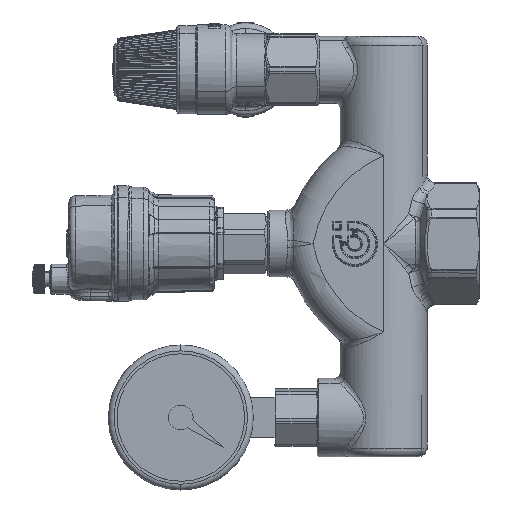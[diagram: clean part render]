
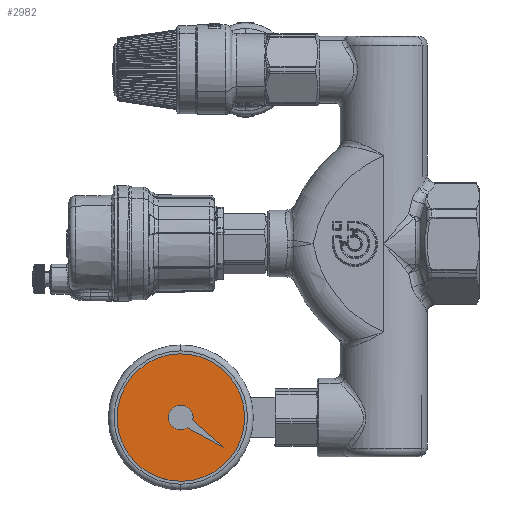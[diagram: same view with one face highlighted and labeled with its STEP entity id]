
A CAD part, left-side view. The second image highlights one B-rep face of the part: STEP entity #2982.
In plain terms, the highlighted planar face has unit normal (-1, 0, -0.002).
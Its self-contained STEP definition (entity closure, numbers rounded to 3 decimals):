
#2092=CARTESIAN_POINT('Vertex',(-14.71,92.481,-40.671)) ;
#2095=CARTESIAN_POINT('Axis2P3D Location',(-14.671,103.039,-59.972)) ;
#2099=CARTESIAN_POINT('Vertex',(-14.632,113.597,-79.272)) ;
#2114=CARTESIAN_POINT('Axis2P3D Location',(-14.671,103.039,-59.972)) ;
#2947=CARTESIAN_POINT('Axis2P3D Location',(-14.671,103.039,-59.972)) ;
#2956=CARTESIAN_POINT('Line Origine',(-14.658,94.453,-66.9)) ;
#2960=CARTESIAN_POINT('Vertex',(-14.664,100.724,-63.519)) ;
#2962=CARTESIAN_POINT('Vertex',(-14.652,88.182,-70.28)) ;
#2965=CARTESIAN_POINT('Axis2P3D Location',(-14.671,103.039,-59.972)) ;
#2969=CARTESIAN_POINT('Vertex',(-14.67,98.887,-60.81)) ;
#2972=CARTESIAN_POINT('Line Origine',(-14.661,93.534,-65.545)) ;
#2096=DIRECTION('Axis2P3D Direction',(1.,0.,0.002)) ;
#2115=DIRECTION('Axis2P3D Direction',(1.,0.,0.002)) ;
#2948=DIRECTION('Axis2P3D Direction',(1.,0.,0.002)) ;
#2949=DIRECTION('Axis2P3D XDirection',(-0.002,-0.001,1.)) ;
#2957=DIRECTION('Vector Direction',(-0.001,0.88,0.474)) ;
#2966=DIRECTION('Axis2P3D Direction',(1.,0.,0.002)) ;
#2973=DIRECTION('Vector Direction',(0.001,-0.749,-0.663)) ;
#2097=AXIS2_PLACEMENT_3D('Circle Axis2P3D',#2095,#2096,$) ;
#2116=AXIS2_PLACEMENT_3D('Circle Axis2P3D',#2114,#2115,$) ;
#2950=AXIS2_PLACEMENT_3D('Plane Axis2P3D',#2947,#2948,#2949) ;
#2967=AXIS2_PLACEMENT_3D('Circle Axis2P3D',#2965,#2966,$) ;
#2953=ORIENTED_EDGE('',*,*,#2118,.F.) ;
#2954=ORIENTED_EDGE('',*,*,#2101,.F.) ;
#2978=ORIENTED_EDGE('',*,*,#2964,.F.) ;
#2979=ORIENTED_EDGE('',*,*,#2971,.F.) ;
#2980=ORIENTED_EDGE('',*,*,#2976,.F.) ;
#2981=FACE_BOUND('',#2977,.T.) ;
#2958=VECTOR('Line Direction',#2957,1.) ;
#2974=VECTOR('Line Direction',#2973,1.) ;
#2982=ADVANCED_FACE('PartBody',(#2955,#2981),#2951,.F.) ;
#2098=CIRCLE('generated circle',#2097,22.) ;
#2117=CIRCLE('generated circle',#2116,22.) ;
#2968=CIRCLE('generated circle',#2967,4.236) ;
#2101=EDGE_CURVE('',#2093,#2100,#2098,.T.) ;
#2118=EDGE_CURVE('',#2100,#2093,#2117,.T.) ;
#2964=EDGE_CURVE('',#2961,#2963,#2959,.F.) ;
#2971=EDGE_CURVE('',#2970,#2961,#2968,.F.) ;
#2976=EDGE_CURVE('',#2963,#2970,#2975,.F.) ;
#2952=EDGE_LOOP('',(#2953,#2954)) ;
#2977=EDGE_LOOP('',(#2978,#2979,#2980)) ;
#2955=FACE_OUTER_BOUND('',#2952,.T.) ;
#2959=LINE('Line',#2956,#2958) ;
#2975=LINE('Line',#2972,#2974) ;
#2951=PLANE('',#2950) ;
#2093=VERTEX_POINT('',#2092) ;
#2100=VERTEX_POINT('',#2099) ;
#2961=VERTEX_POINT('',#2960) ;
#2963=VERTEX_POINT('',#2962) ;
#2970=VERTEX_POINT('',#2969) ;
